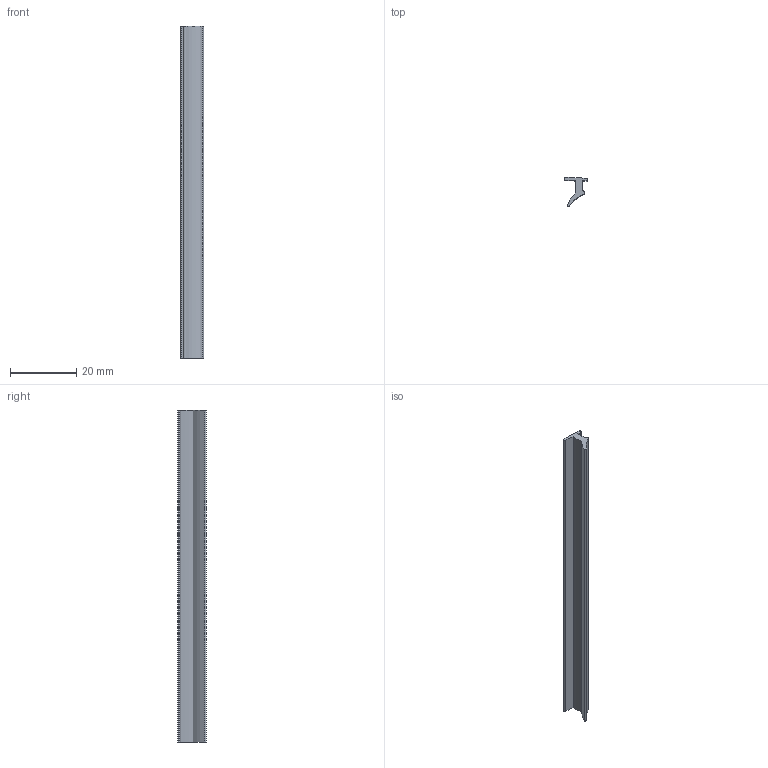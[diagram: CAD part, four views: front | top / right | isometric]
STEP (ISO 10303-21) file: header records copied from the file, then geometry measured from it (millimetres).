
FILE_DESCRIPTION(('FreeCAD Model'),'2;1');
FILE_NAME('Open CASCADE Shape Model','2024-03-18T17:46:15',(''),(''), 'Open CASCADE STEP processor 7.6','FreeCAD','Unknown');
FILE_SCHEMA(('AUTOMOTIVE_DESIGN { 1 0 10303 214 1 1 1 1 }'));
Length unit declared in the file: millimetre
Products named in the file (1): STI6-JN
Bounding box: 7 x 8.7 x 100 mm (x, y, z)
Volume: 2031 mm3; surface area: 3292 mm2
Topology: 1 solids, 1 shells, 16 faces, 42 edges, 28 vertices
Faces by surface type: cylinder 10, plane 6
Entity records: 1074 total; most frequent: DIRECTION 180, CARTESIAN_POINT 171, LINE 86, VECTOR 86, ORIENTED_EDGE 84, PCURVE 84, DEFINITIONAL_REPRESENTATION 84, EDGE_CURVE 42
